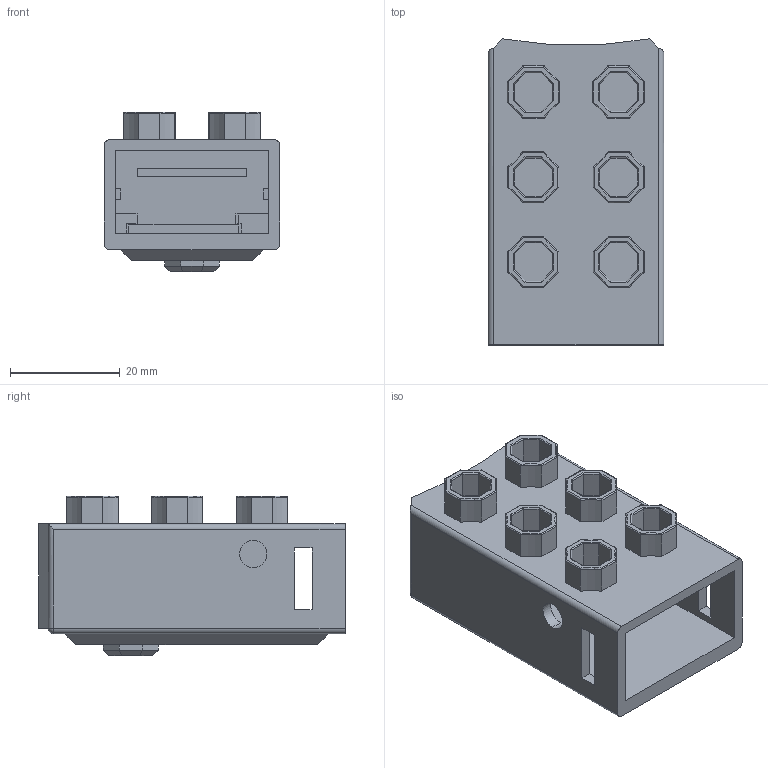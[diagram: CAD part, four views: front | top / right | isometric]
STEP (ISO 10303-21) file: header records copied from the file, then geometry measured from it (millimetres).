
FILE_DESCRIPTION (( 'STEP AP214' ), '1' );
FILE_NAME ('Camcase_New.STEP', '2024-03-14T06:20:57', ( '' ), ( '' ), 'SwSTEP 2.0', 'SolidWorks 2023', '' );
FILE_SCHEMA (( 'AUTOMOTIVE_DESIGN' ));
Length unit declared in the file: millimetre
Products named in the file (1): Camcase_New
Bounding box: 32 x 55.68 x 29 mm (x, y, z)
Volume: 17426.7 mm3; surface area: 14284.3 mm2
Topology: 1 solids, 1 shells, 297 faces, 718 edges, 436 vertices
Faces by surface type: plane 163, cylinder 108, torus 24, sphere 2
Entity records: 8579 total; most frequent: CARTESIAN_POINT 1840, ORIENTED_EDGE 1432, DIRECTION 1312, EDGE_CURVE 716, LINE 520, VECTOR 520, VERTEX_POINT 436, AXIS2_PLACEMENT_3D 396
